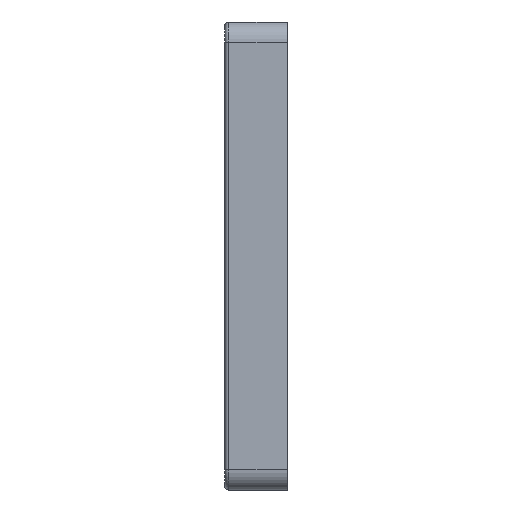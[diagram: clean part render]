
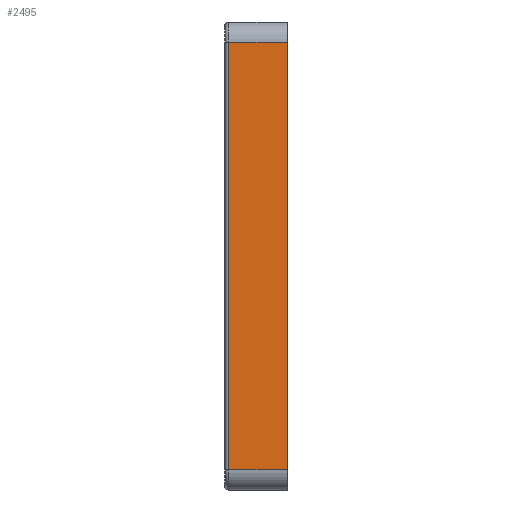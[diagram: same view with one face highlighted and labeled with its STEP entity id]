
A CAD part, left-side view. The second image highlights one B-rep face of the part: STEP entity #2495.
In plain terms, the highlighted planar face has unit normal (-1, 0, 0).
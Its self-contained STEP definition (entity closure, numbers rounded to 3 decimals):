
#104=PLANE('',#2782);
#229=FACE_OUTER_BOUND('',#391,.T.);
#391=EDGE_LOOP('',(#2131,#2132,#2133,#2134));
#479=LINE('',#3756,#709);
#559=LINE('',#4067,#789);
#624=LINE('',#4262,#854);
#626=LINE('',#4265,#856);
#709=VECTOR('',#2935,10.);
#789=VECTOR('',#3255,10.);
#854=VECTOR('',#3482,10.);
#856=VECTOR('',#3486,10.);
#1087=VERTEX_POINT('',#3753);
#1088=VERTEX_POINT('',#3755);
#1197=VERTEX_POINT('',#4060);
#1199=VERTEX_POINT('',#4066);
#1321=EDGE_CURVE('',#1088,#1087,#479,.T.);
#1469=EDGE_CURVE('',#1197,#1199,#559,.T.);
#1567=EDGE_CURVE('',#1088,#1197,#624,.T.);
#1569=EDGE_CURVE('',#1199,#1087,#626,.T.);
#2131=ORIENTED_EDGE('',*,*,#1321,.T.);
#2132=ORIENTED_EDGE('',*,*,#1569,.F.);
#2133=ORIENTED_EDGE('',*,*,#1469,.F.);
#2134=ORIENTED_EDGE('',*,*,#1567,.F.);
#2495=ADVANCED_FACE('',(#229),#104,.T.);
#2782=AXIS2_PLACEMENT_3D('',#4264,#3484,#3485);
#2935=DIRECTION('',(0.,0.,1.));
#3255=DIRECTION('',(0.,0.,1.));
#3482=DIRECTION('',(0.,1.,0.));
#3484=DIRECTION('center_axis',(-1.,0.,0.));
#3485=DIRECTION('ref_axis',(0.,0.,1.));
#3486=DIRECTION('',(0.,-1.,0.));
#3753=CARTESIAN_POINT('',(-148.125,-8.5,52.875));
#3755=CARTESIAN_POINT('',(-148.125,-8.5,-52.875));
#3756=CARTESIAN_POINT('',(-148.125,-8.5,-28.938));
#4060=CARTESIAN_POINT('',(-148.125,6.,-52.875));
#4066=CARTESIAN_POINT('',(-148.125,6.,52.875));
#4067=CARTESIAN_POINT('',(-148.125,6.,-28.938));
#4262=CARTESIAN_POINT('',(-148.125,0.,-52.875));
#4264=CARTESIAN_POINT('Origin',(-148.125,0.,-57.875));
#4265=CARTESIAN_POINT('',(-148.125,0.,52.875));
